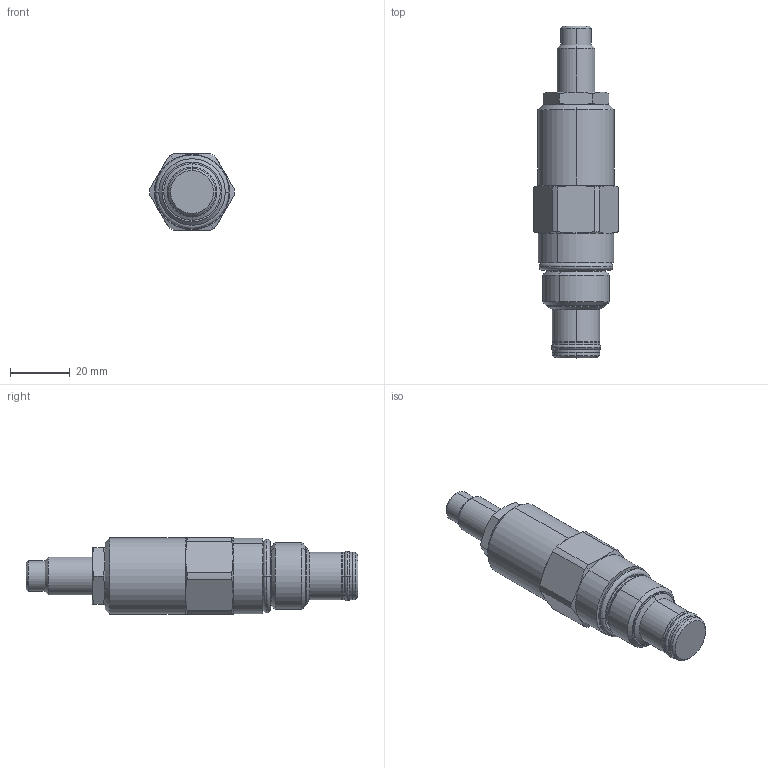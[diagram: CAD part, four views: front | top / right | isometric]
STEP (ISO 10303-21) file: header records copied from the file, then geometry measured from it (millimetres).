
FILE_DESCRIPTION((''),'2;1');
FILE_NAME('5610000_SW0001','2009-03-21T',('JCS'),(''),'PRO/ENGINEER BY PARAMETRIC TECHNOLOGY CORPORATION, 2008510','PRO/ENGINEER BY PARAMETRIC TECHNOLOGY CORPORATION, 2008510','');
FILE_SCHEMA(('CONFIG_CONTROL_DESIGN'));
Length unit declared in the file: inch
Products named in the file (1): 5610000_SW0001
Bounding box: 28.19 x 110.76 x 25.4 mm (x, y, z)
Volume: 39670.1 mm3; surface area: 9805.9 mm2
Topology: 3 solids, 3 shells, 150 faces, 338 edges, 201 vertices
Faces by surface type: cone 44, cylinder 40, plane 38, revolution 16, torus 12
Entity records: 4780 total; most frequent: CARTESIAN_POINT 1415, DIRECTION 710, ORIENTED_EDGE 672, EDGE_CURVE 336, AXIS2_PLACEMENT_3D 294, VERTEX_POINT 201, EDGE_LOOP 163, CIRCLE 160
